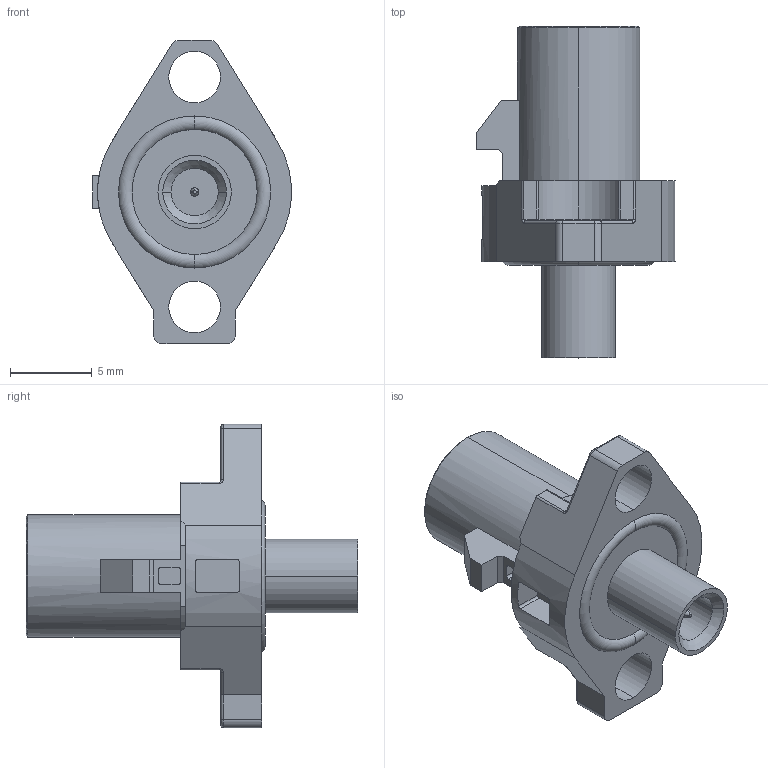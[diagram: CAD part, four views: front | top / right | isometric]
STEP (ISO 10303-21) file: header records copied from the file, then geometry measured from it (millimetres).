
FILE_DESCRIPTION (( 'STEP AP214' ), '1' );
FILE_NAME ('HC001P-1001-0-VE.STEP', '2021-10-18T08:03:30', ( '' ), ( '' ), 'SwSTEP 2.0', 'SolidWorks 2018', '' );
FILE_SCHEMA (( 'AUTOMOTIVE_DESIGN' ));
Length unit declared in the file: millimetre
Products named in the file (1): HC001P-1001-0-VE
Bounding box: 12.18 x 20.35 x 18.6 mm (x, y, z)
Volume: 818.3 mm3; surface area: 1317.6 mm2
Topology: 1 solids, 1 shells, 206 faces, 528 edges, 332 vertices
Faces by surface type: cylinder 89, plane 80, cone 18, torus 11, bspline 8
Entity records: 6979 total; most frequent: CARTESIAN_POINT 1389, DIRECTION 1101, ORIENTED_EDGE 1048, EDGE_CURVE 524, AXIS2_PLACEMENT_3D 404, VERTEX_POINT 332, VECTOR 293, LINE 293
